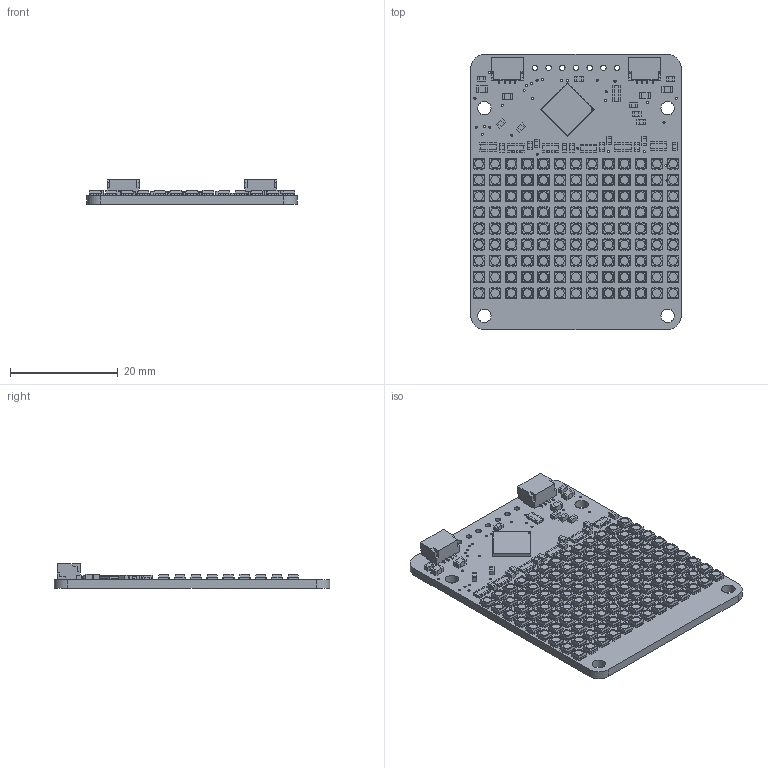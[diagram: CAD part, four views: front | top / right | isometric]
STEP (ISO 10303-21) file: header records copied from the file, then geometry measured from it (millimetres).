
FILE_DESCRIPTION(/* description */ (''),/* implementation_level */ '2;1');
FILE_NAME(/* name */ 'IS31FL3741 RGB QT.step',/* time_stamp */ '2021-09-14T09:00:45-04:00',/* author */ (''),/* organization */ (''),/* preprocessor_version */ 'ST-DEVELOPER v18.1',/* originating_system */ 'Autodesk Translation Framework v10.10.0.1391',/* authorisation */ '');
FILE_SCHEMA (('AUTOMOTIVE_DESIGN { 1 0 10303 214 3 1 1 }'));
Length unit declared in the file: millimetre
Products named in the file (9): IS31FL3741 RGB QT rev B; PCB Component; Board; 10uF; IS31FL3741; 22; 1uF; RGBLED_CA_2121; STEMMA_I2C_QT
Assembly tree (151 placements, depth 3):
  IS31FL3741 RGB QT rev B
    PCB Component
      Board
      10uF  x4
      IS31FL3741
      22  x7
      1uF  x18
      RGBLED_CA_2121  x117
      STEMMA_I2C_QT  x2
Bounding box: 39 x 51.08 x 4.53 mm (x, y, z)
Volume: 3639.6 mm3; surface area: 7701.4 mm2
Topology: 678 solids, 678 shells, 7443 faces, 17401 edges, 11442 vertices
Faces by surface type: plane 7090, cylinder 353
Full cylindrical faces by diameter (mm): 0.3 x8, 0.394 x153, 1 x7, 1.6 x117, 2.5 x4
Entity records: 29167 total; most frequent: DIRECTION 4847, CARTESIAN_POINT 4807, ORIENTED_EDGE 4498, EDGE_CURVE 2249, LINE 1775, VECTOR 1775, AXIS2_PLACEMENT_3D 1536, VERTEX_POINT 1496
